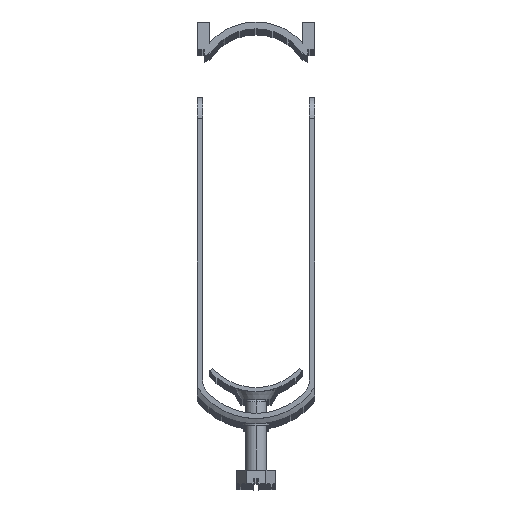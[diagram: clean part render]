
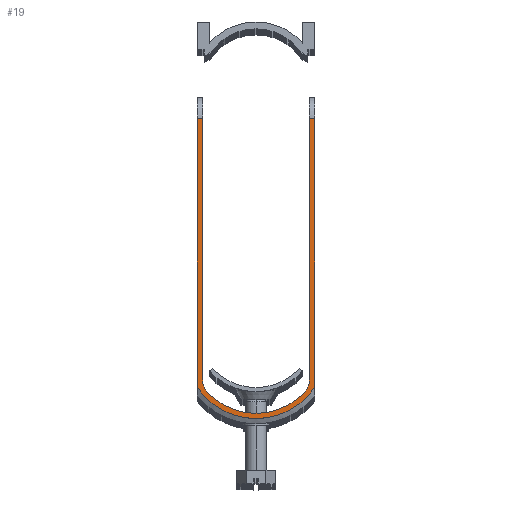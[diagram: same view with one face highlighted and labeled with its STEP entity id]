
A CAD part, top view. The second image highlights one B-rep face of the part: STEP entity #19.
In plain terms, the highlighted planar face has unit normal (0, 0, 1).
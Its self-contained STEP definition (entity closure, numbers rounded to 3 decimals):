
#19 = ADVANCED_FACE ( 'PLANAR_7', ( #1835 ), #1929, .F. ) ;
#106 = VERTEX_POINT ( 'NONE', #548 ) ;
#134 = EDGE_CURVE ( 'NONE', #1504, #106, #1429, .T. ) ;
#137 = AXIS2_PLACEMENT_3D ( 'NONE', #1989, #4439, #3096 ) ;
#156 = CARTESIAN_POINT ( 'NONE',  ( -17., -11.448, 11. ) ) ;
#157 = CIRCLE ( 'NONE', #562, 19. ) ;
#158 = VERTEX_POINT ( 'NONE', #2766 ) ;
#230 = ORIENTED_EDGE ( 'NONE', *, *, #3976, .F. ) ;
#391 = VERTEX_POINT ( 'NONE', #720 ) ;
#478 = VECTOR ( 'NONE', #1284, 1000. ) ;
#519 = DIRECTION ( 'NONE',  ( 0., 0., -1. ) ) ;
#548 = CARTESIAN_POINT ( 'NONE',  ( 15.5, 66.5, 11. ) ) ;
#562 = AXIS2_PLACEMENT_3D ( 'NONE', #3233, #2926, #2157 ) ;
#570 = CARTESIAN_POINT ( 'NONE',  ( 15.5, -9.26, 11. ) ) ;
#625 = VERTEX_POINT ( 'NONE', #3706 ) ;
#652 = ORIENTED_EDGE ( 'NONE', *, *, #1771, .F. ) ;
#720 = CARTESIAN_POINT ( 'NONE',  ( 14.25, -12.567, 11. ) ) ;
#768 = DIRECTION ( 'NONE',  ( 1., 0., 0. ) ) ;
#809 = EDGE_CURVE ( 'NONE', #1945, #4224, #1474, .T. ) ;
#866 = DIRECTION ( 'NONE',  ( -1., 0., 0. ) ) ;
#943 = CIRCLE ( 'NONE', #2322, 5. ) ;
#960 = DIRECTION ( 'NONE',  ( -1., 0., 0. ) ) ;
#1017 = CIRCLE ( 'NONE', #3940, 20.495 ) ;
#1025 = CIRCLE ( 'NONE', #137, 5. ) ;
#1040 = CARTESIAN_POINT ( 'NONE',  ( 15.5, -9.26, 11. ) ) ;
#1121 = EDGE_CURVE ( 'NONE', #625, #106, #2355, .T. ) ;
#1162 = DIRECTION ( 'NONE',  ( 0., -1., 0. ) ) ;
#1181 = CARTESIAN_POINT ( 'NONE',  ( 17., 66.5, 11. ) ) ;
#1191 = VERTEX_POINT ( 'NONE', #2987 ) ;
#1284 = DIRECTION ( 'NONE',  ( 0., 1., 0. ) ) ;
#1374 = EDGE_CURVE ( 'NONE', #391, #1504, #1025, .T. ) ;
#1383 = LINE ( 'NONE', #2665, #3815 ) ;
#1398 = LINE ( 'NONE', #1832, #3181 ) ;
#1429 = LINE ( 'NONE', #570, #478 ) ;
#1474 = LINE ( 'NONE', #2356, #4341 ) ;
#1504 = VERTEX_POINT ( 'NONE', #1040 ) ;
#1558 = CARTESIAN_POINT ( 'NONE',  ( 17., 66.5, 11. ) ) ;
#1567 = VERTEX_POINT ( 'NONE', #2883 ) ;
#1643 = ORIENTED_EDGE ( 'NONE', *, *, #4242, .F. ) ;
#1739 = VECTOR ( 'NONE', #2631, 1000. ) ;
#1771 = EDGE_CURVE ( 'NONE', #3425, #4224, #1017, .T. ) ;
#1832 = CARTESIAN_POINT ( 'NONE',  ( -15.5, 72.5, 11. ) ) ;
#1835 = FACE_OUTER_BOUND ( 'NONE', #3718, .T. ) ;
#1839 = CARTESIAN_POINT ( 'NONE',  ( -17., 66.5, 11. ) ) ;
#1872 = VECTOR ( 'NONE', #2639, 1000. ) ;
#1929 = PLANE ( 'NONE',  #2412 ) ;
#1945 = VERTEX_POINT ( 'NONE', #1839 ) ;
#1989 = CARTESIAN_POINT ( 'NONE',  ( 10.5, -9.26, 11. ) ) ;
#2157 = DIRECTION ( 'NONE',  ( 1., 0., 0. ) ) ;
#2303 = ORIENTED_EDGE ( 'NONE', *, *, #809, .T. ) ;
#2322 = AXIS2_PLACEMENT_3D ( 'NONE', #3963, #3264, #768 ) ;
#2355 = LINE ( 'NONE', #1558, #1872 ) ;
#2356 = CARTESIAN_POINT ( 'NONE',  ( -17., 66.5, 11. ) ) ;
#2359 = ORIENTED_EDGE ( 'NONE', *, *, #1374, .F. ) ;
#2412 = AXIS2_PLACEMENT_3D ( 'NONE', #1181, #3076, #960 ) ;
#2501 = DIRECTION ( 'NONE',  ( 0., -1., 0. ) ) ;
#2518 = ORIENTED_EDGE ( 'NONE', *, *, #3407, .F. ) ;
#2631 = DIRECTION ( 'NONE',  ( -1., 0., 0. ) ) ;
#2639 = DIRECTION ( 'NONE',  ( -1., 0., 0. ) ) ;
#2665 = CARTESIAN_POINT ( 'NONE',  ( 17., 66.5, 11. ) ) ;
#2766 = CARTESIAN_POINT ( 'NONE',  ( -14.25, -12.567, 11. ) ) ;
#2813 = ORIENTED_EDGE ( 'NONE', *, *, #134, .F. ) ;
#2854 = EDGE_CURVE ( 'NONE', #1191, #1567, #1398, .T. ) ;
#2876 = CARTESIAN_POINT ( 'NONE',  ( 17., -11.448, 11. ) ) ;
#2883 = CARTESIAN_POINT ( 'NONE',  ( -15.5, -9.26, 11. ) ) ;
#2926 = DIRECTION ( 'NONE',  ( 0., 0., 1. ) ) ;
#2983 = EDGE_CURVE ( 'NONE', #1191, #1945, #3066, .T. ) ;
#2987 = CARTESIAN_POINT ( 'NONE',  ( -15.5, 66.5, 11. ) ) ;
#3007 = ORIENTED_EDGE ( 'NONE', *, *, #1121, .T. ) ;
#3066 = LINE ( 'NONE', #3287, #1739 ) ;
#3076 = DIRECTION ( 'NONE',  ( 0., 0., -1. ) ) ;
#3096 = DIRECTION ( 'NONE',  ( 1., 0., 0. ) ) ;
#3181 = VECTOR ( 'NONE', #2501, 1000. ) ;
#3233 = CARTESIAN_POINT ( 'NONE',  ( 0., 0., 11. ) ) ;
#3264 = DIRECTION ( 'NONE',  ( 0., 0., 1. ) ) ;
#3287 = CARTESIAN_POINT ( 'NONE',  ( 17., 66.5, 11. ) ) ;
#3407 = EDGE_CURVE ( 'NONE', #158, #391, #157, .T. ) ;
#3425 = VERTEX_POINT ( 'NONE', #2876 ) ;
#3427 = ORIENTED_EDGE ( 'NONE', *, *, #2854, .F. ) ;
#3706 = CARTESIAN_POINT ( 'NONE',  ( 17., 66.5, 11. ) ) ;
#3718 = EDGE_LOOP ( 'NONE', ( #3007, #2813, #2359, #2518, #230, #3427, #3783, #2303, #652, #1643 ) ) ;
#3783 = ORIENTED_EDGE ( 'NONE', *, *, #2983, .T. ) ;
#3815 = VECTOR ( 'NONE', #1162, 1000. ) ;
#3940 = AXIS2_PLACEMENT_3D ( 'NONE', #4064, #519, #866 ) ;
#3963 = CARTESIAN_POINT ( 'NONE',  ( -10.5, -9.26, 11. ) ) ;
#3976 = EDGE_CURVE ( 'NONE', #1567, #158, #943, .T. ) ;
#4064 = CARTESIAN_POINT ( 'NONE',  ( 0., 0., 11. ) ) ;
#4224 = VERTEX_POINT ( 'NONE', #156 ) ;
#4242 = EDGE_CURVE ( 'NONE', #625, #3425, #1383, .T. ) ;
#4341 = VECTOR ( 'NONE', #4539, 1000. ) ;
#4439 = DIRECTION ( 'NONE',  ( 0., 0., 1. ) ) ;
#4539 = DIRECTION ( 'NONE',  ( 0., -1., 0. ) ) ;
